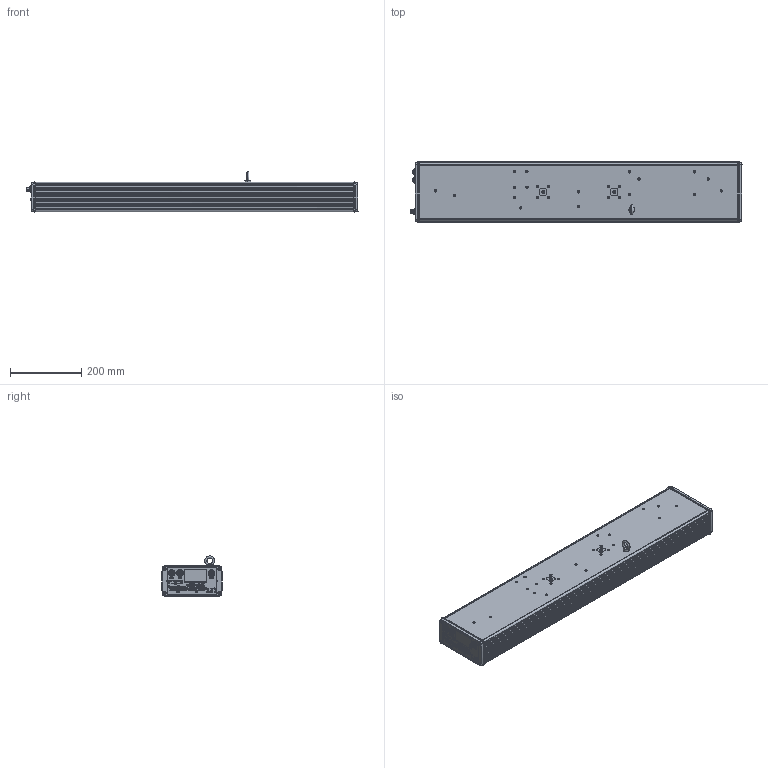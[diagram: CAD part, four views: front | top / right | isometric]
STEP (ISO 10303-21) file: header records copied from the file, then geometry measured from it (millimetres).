
FILE_DESCRIPTION((''),'2;1');
FILE_NAME('8436677101','2022-01-14T17:05:55',('a00520337'),(''),'CREO PARAMETRIC BY PTC INC, 2020281','CREO PARAMETRIC BY PTC INC, 2020281','');
FILE_SCHEMA(('CONFIG_CONTROL_DESIGN','GEOMETRIC_VALIDATION_PROPERTIES_MIM'));
Products named in the file (1): 8436677101
Bounding box: 934.9 x 171.6 x 112.75 mm (x, y, z)
Volume: 1200.6 mm3; surface area: 525134.3 mm2
Topology: 48 solids, 52 shells, 5030 faces, 14598 edges, 9908 vertices
Faces by surface type: plane 2069, cylinder 1829, extrusion 404, cone 360, torus 218, bspline 139, sphere 11
Full cylindrical faces by diameter (mm): 19 x1
Entity records: 259817 total; most frequent: CARTESIAN_POINT 63362, ORIENTED_EDGE 29080, DIRECTION 26493, PRESENTATION_STYLE_ASSIGNMENT 16608, EDGE_CURVE 14576, STYLED_ITEM 13732, CURVE_STYLE 13295, VERTEX_POINT 9908
